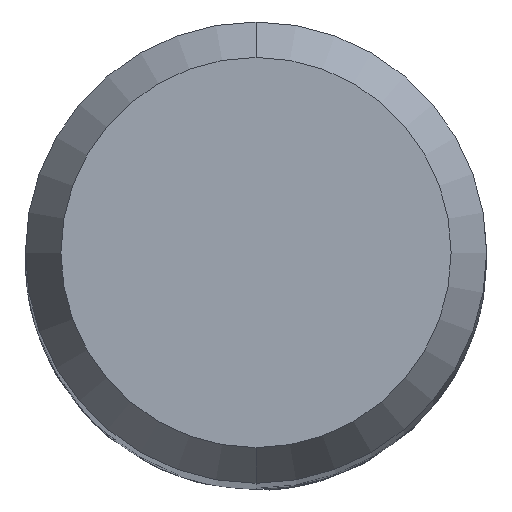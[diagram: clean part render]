
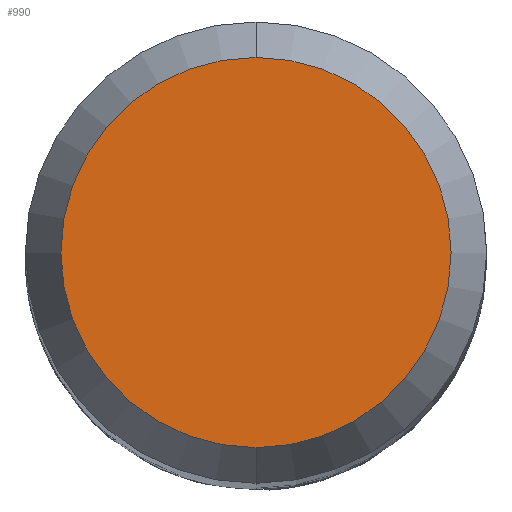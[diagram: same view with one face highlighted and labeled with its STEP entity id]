
A CAD part, top view. The second image highlights one B-rep face of the part: STEP entity #990.
In plain terms, the highlighted planar face has unit normal (0, 0, 1).
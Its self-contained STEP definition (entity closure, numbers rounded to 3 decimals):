
#546=EDGE_CURVE('',#992,#1222,#1434,.T.);
#620=EDGE_CURVE('',#1222,#992,#1516,.T.);
#990=ADVANCED_FACE('',(#1922),#1923,.T.);
#992=VERTEX_POINT('',#1925);
#1222=VERTEX_POINT('',#2175);
#1434=CIRCLE('',#3101,2.538);
#1516=CIRCLE('',#3295,2.538);
#1922=FACE_OUTER_BOUND('',#7011,.T.);
#1923=PLANE('',#7012);
#1925=CARTESIAN_POINT('',(0.,-2.538,0.0));
#2175=CARTESIAN_POINT('',(0.0,2.538,0.0));
#3101=AXIS2_PLACEMENT_3D('',#9492,#9493,#9494);
#3295=AXIS2_PLACEMENT_3D('',#9597,#9598,#9599);
#7011=EDGE_LOOP('',(#10010,#10011));
#7012=AXIS2_PLACEMENT_3D('',#10012,#10013,#10014);
#9492=CARTESIAN_POINT('',(0.0,0.0,0.0));
#9493=DIRECTION('',(0.0,0.0,-1.0));
#9494=DIRECTION('',(0.0,1.0,0.0));
#9597=CARTESIAN_POINT('',(0.0,0.0,0.0));
#9598=DIRECTION('',(0.0,0.0,-1.0));
#9599=DIRECTION('',(0.0,1.0,0.0));
#10010=ORIENTED_EDGE('',*,*,#620,.F.);
#10011=ORIENTED_EDGE('',*,*,#546,.F.);
#10012=CARTESIAN_POINT('',(0.0,1.269,0.0));
#10013=DIRECTION('',(-0.0,0.0,1.0));
#10014=DIRECTION('',(0.0,-1.0,0.0));
